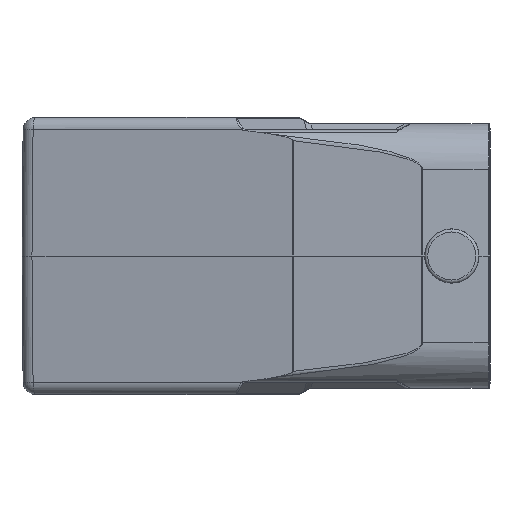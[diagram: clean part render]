
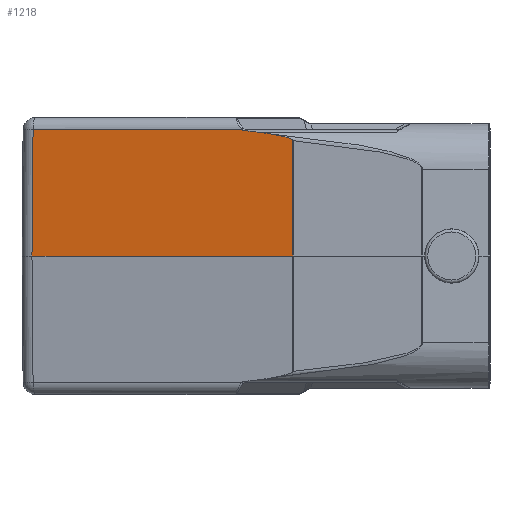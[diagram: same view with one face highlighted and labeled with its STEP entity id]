
A CAD part, left-side view. The second image highlights one B-rep face of the part: STEP entity #1218.
In plain terms, the highlighted planar face has unit normal (-0.982, 0.191, 0.009).
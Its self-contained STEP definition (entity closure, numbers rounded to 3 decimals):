
#594=ELLIPSE('',#10495,39.308,7.5);
#601=ELLIPSE('',#10512,10.482,2.);
#1218=ADVANCED_FACE('',(#1977),#1449,.T.);
#1449=PLANE('',#10514);
#1977=FACE_OUTER_BOUND('',#2580,.T.);
#2580=EDGE_LOOP('',(#6910,#6911,#6912,#6913,#6914,#6915,#6916,#6917));
#2738=B_SPLINE_CURVE_WITH_KNOTS('',3,(#17970,#17971,#17972,#17973,#17974,
#17975,#17976,#17977,#17978,#17979),.UNSPECIFIED.,.F.,.F.,(4,3,3,4),(0.,
0.078,0.383,1.),.UNSPECIFIED.);
#3424=LINE('',#18045,#4167);
#3429=LINE('',#18063,#4172);
#3439=LINE('',#18209,#4182);
#3440=LINE('',#18217,#4183);
#3442=LINE('',#18223,#4185);
#4167=VECTOR('',#12887,1.);
#4172=VECTOR('',#12906,1.);
#4182=VECTOR('',#12978,1.);
#4183=VECTOR('',#12989,1.);
#4185=VECTOR('',#12995,1.);
#6910=ORIENTED_EDGE('',*,*,#9117,.F.);
#6911=ORIENTED_EDGE('',*,*,#9114,.T.);
#6912=ORIENTED_EDGE('',*,*,#9110,.F.);
#6913=ORIENTED_EDGE('',*,*,#9079,.T.);
#6914=ORIENTED_EDGE('',*,*,#9070,.T.);
#6915=ORIENTED_EDGE('',*,*,#9067,.T.);
#6916=ORIENTED_EDGE('',*,*,#9183,.T.);
#6917=ORIENTED_EDGE('',*,*,#9202,.T.);
#7770=VERTEX_POINT('',#17980);
#7771=VERTEX_POINT('',#17981);
#7772=VERTEX_POINT('',#18046);
#7778=VERTEX_POINT('',#18064);
#7788=VERTEX_POINT('',#18210);
#7789=VERTEX_POINT('',#18216);
#7792=VERTEX_POINT('',#18224);
#7829=VERTEX_POINT('',#18411);
#9067=EDGE_CURVE('',#7770,#7771,#2738,.T.);
#9070=EDGE_CURVE('',#7772,#7770,#3424,.T.);
#9079=EDGE_CURVE('',#7778,#7772,#3429,.T.);
#9110=EDGE_CURVE('',#7778,#7788,#3439,.T.);
#9114=EDGE_CURVE('',#7789,#7788,#3440,.T.);
#9117=EDGE_CURVE('',#7789,#7792,#3442,.T.);
#9183=EDGE_CURVE('',#7771,#7829,#594,.T.);
#9202=EDGE_CURVE('',#7829,#7792,#601,.T.);
#10495=AXIS2_PLACEMENT_3D('',#18412,#13150,#13151);
#10512=AXIS2_PLACEMENT_3D('',#18475,#13193,#13194);
#10514=AXIS2_PLACEMENT_3D('',#18477,#13197,#13198);
#12887=DIRECTION('',(0.009,-0.001,1.));
#12906=DIRECTION('',(-0.191,-0.982,0.));
#12978=DIRECTION('',(0.007,-0.009,1.));
#12989=DIRECTION('',(0.191,0.982,0.));
#12995=DIRECTION('',(-0.13,-0.634,-0.763));
#13150=DIRECTION('',(-0.982,0.191,0.009));
#13151=DIRECTION('',(0.191,0.982,-0.002));
#13193=DIRECTION('',(-0.982,0.191,0.009));
#13194=DIRECTION('',(0.191,0.982,-0.002));
#13197=DIRECTION('',(-0.982,0.191,0.009));
#13198=DIRECTION('',(-0.191,-0.982,0.));
#17970=CARTESIAN_POINT('',(-44.58,0.024,18.83));
#17971=CARTESIAN_POINT('',(-44.566,0.091,18.904));
#17972=CARTESIAN_POINT('',(-44.548,0.182,18.952));
#17973=CARTESIAN_POINT('',(-44.53,0.271,18.996));
#17974=CARTESIAN_POINT('',(-44.461,0.618,19.168));
#17975=CARTESIAN_POINT('',(-44.387,0.998,19.267));
#17976=CARTESIAN_POINT('',(-44.313,1.373,19.362));
#17977=CARTESIAN_POINT('',(-44.164,2.132,19.555));
#17978=CARTESIAN_POINT('',(-44.012,2.904,19.694));
#17979=CARTESIAN_POINT('',(-43.861,3.676,19.818));
#17980=CARTESIAN_POINT('',(-44.58,0.024,18.83));
#17981=CARTESIAN_POINT('',(-43.861,3.676,19.818));
#18045=CARTESIAN_POINT('',(-44.743,0.048,-0.003));
#18046=CARTESIAN_POINT('',(-44.743,0.048,0.));
#18063=CARTESIAN_POINT('',(-36.514,42.382,0.));
#18064=CARTESIAN_POINT('',(-36.514,42.382,0.));
#18209=CARTESIAN_POINT('',(-36.511,42.379,0.362));
#18210=CARTESIAN_POINT('',(-36.366,42.203,20.517));
#18216=CARTESIAN_POINT('',(-42.957,8.295,20.517));
#18217=CARTESIAN_POINT('',(-42.957,8.295,20.517));
#18223=CARTESIAN_POINT('',(-43.2,7.109,19.091));
#18224=CARTESIAN_POINT('',(-42.981,8.178,20.377));
#18411=CARTESIAN_POINT('',(-43.44,5.83,20.136));
#18412=CARTESIAN_POINT('',(-39.128,28.295,14.));
#18475=CARTESIAN_POINT('',(-42.29,11.82,18.5));
#18477=CARTESIAN_POINT('',(-46.119,-7.035,0.));
